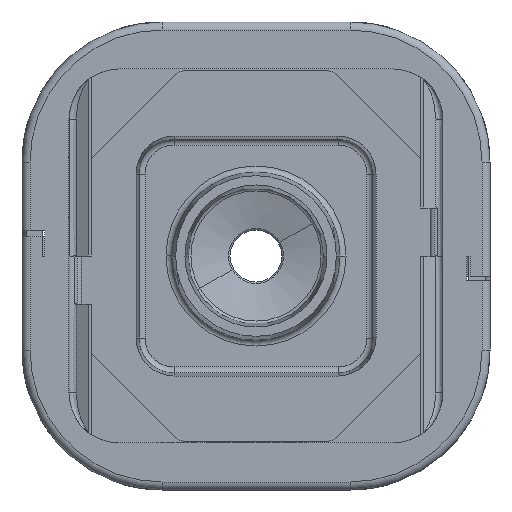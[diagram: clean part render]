
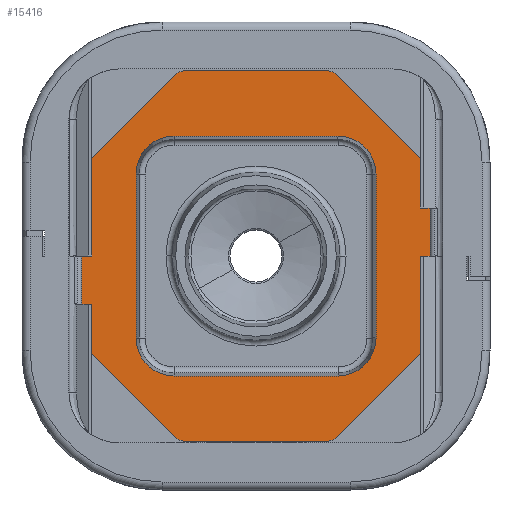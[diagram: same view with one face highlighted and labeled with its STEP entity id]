
A CAD part, front view. The second image highlights one B-rep face of the part: STEP entity #15416.
In plain terms, the highlighted planar face has unit normal (0, -1, 0).
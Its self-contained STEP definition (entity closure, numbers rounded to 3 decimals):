
#1=CARTESIAN_POINT('',(-8.28,0.,3.43));
#2=DIRECTION('',(0.,-1.,0.));
#3=DIRECTION('',(-0.707,0.,0.707));
#4=AXIS2_PLACEMENT_3D('',#1,#2,#3);
#6=DIRECTION('',(-0.707,0.,-0.707));
#7=VECTOR('',#6,6.86);
#8=CARTESIAN_POINT('',(-4.137,0.,8.987));
#9=LINE('',#8,#7);
#10=CARTESIAN_POINT('',(-3.43,0.,8.28));
#11=DIRECTION('',(0.,-1.,0.));
#12=DIRECTION('',(0.,0.,1.));
#13=AXIS2_PLACEMENT_3D('',#10,#11,#12);
#15=DIRECTION('',(-1.,0.,0.));
#16=VECTOR('',#15,6.86);
#17=CARTESIAN_POINT('',(3.43,0.,9.28));
#18=LINE('',#17,#16);
#19=CARTESIAN_POINT('',(3.43,0.,8.28));
#20=DIRECTION('',(0.,-1.,0.));
#21=DIRECTION('',(0.707,0.,0.707));
#22=AXIS2_PLACEMENT_3D('',#19,#20,#21);
#24=DIRECTION('',(-0.707,0.,0.707));
#25=VECTOR('',#24,6.86);
#26=CARTESIAN_POINT('',(8.987,0.,4.137));
#27=LINE('',#26,#25);
#28=CARTESIAN_POINT('',(8.28,0.,3.43));
#29=DIRECTION('',(0.,-1.,0.));
#30=DIRECTION('',(1.,0.,0.));
#31=AXIS2_PLACEMENT_3D('',#28,#29,#30);
#33=DIRECTION('',(0.,0.,1.));
#34=VECTOR('',#33,6.86);
#35=CARTESIAN_POINT('',(9.28,0.,-3.43));
#36=LINE('',#35,#34);
#37=CARTESIAN_POINT('',(8.28,0.,-3.43));
#38=DIRECTION('',(0.,-1.,0.));
#39=DIRECTION('',(0.707,0.,-0.707));
#40=AXIS2_PLACEMENT_3D('',#37,#38,#39);
#42=DIRECTION('',(0.707,0.,0.707));
#43=VECTOR('',#42,6.86);
#44=CARTESIAN_POINT('',(4.137,0.,-8.987));
#45=LINE('',#44,#43);
#46=CARTESIAN_POINT('',(3.43,0.,-8.28));
#47=DIRECTION('',(0.,-1.,0.));
#48=DIRECTION('',(0.,0.,-1.));
#49=AXIS2_PLACEMENT_3D('',#46,#47,#48);
#51=DIRECTION('',(1.,0.,0.));
#52=VECTOR('',#51,6.86);
#53=CARTESIAN_POINT('',(-3.43,0.,-9.28));
#54=LINE('',#53,#52);
#55=CARTESIAN_POINT('',(-3.43,0.,-8.28));
#56=DIRECTION('',(0.,-1.,0.));
#57=DIRECTION('',(-0.707,0.,-0.707));
#58=AXIS2_PLACEMENT_3D('',#55,#56,#57);
#60=DIRECTION('',(0.707,0.,-0.707));
#61=VECTOR('',#60,6.86);
#62=CARTESIAN_POINT('',(-8.987,0.,-4.137));
#63=LINE('',#62,#61);
#64=CARTESIAN_POINT('',(-8.28,0.,-3.43));
#65=DIRECTION('',(0.,-1.,0.));
#66=DIRECTION('',(-1.,0.,0.));
#67=AXIS2_PLACEMENT_3D('',#64,#65,#66);
#69=DIRECTION('',(0.,0.,-1.));
#70=VECTOR('',#69,6.86);
#71=CARTESIAN_POINT('',(-9.28,0.,3.43));
#72=LINE('',#71,#70);
#73=DIRECTION('',(0.,0.,-1.));
#74=VECTOR('',#73,8.2);
#75=CARTESIAN_POINT('',(-6.,0.,4.1));
#76=LINE('',#75,#74);
#77=CARTESIAN_POINT('',(-4.1,0.,-4.1));
#78=DIRECTION('',(0.,-1.,0.));
#79=DIRECTION('',(-1.,0.,0.));
#80=AXIS2_PLACEMENT_3D('',#77,#78,#79);
#82=DIRECTION('',(1.,0.,0.));
#83=VECTOR('',#82,8.2);
#84=CARTESIAN_POINT('',(-4.1,0.,-6.));
#85=LINE('',#84,#83);
#86=CARTESIAN_POINT('',(4.1,0.,-4.1));
#87=DIRECTION('',(0.,-1.,0.));
#88=DIRECTION('',(0.,0.,-1.));
#89=AXIS2_PLACEMENT_3D('',#86,#87,#88);
#91=DIRECTION('',(0.,0.,1.));
#92=VECTOR('',#91,8.2);
#93=CARTESIAN_POINT('',(6.,0.,-4.1));
#94=LINE('',#93,#92);
#95=CARTESIAN_POINT('',(4.1,0.,4.1));
#96=DIRECTION('',(0.,-1.,0.));
#97=DIRECTION('',(1.,0.,0.));
#98=AXIS2_PLACEMENT_3D('',#95,#96,#97);
#100=DIRECTION('',(-1.,0.,0.));
#101=VECTOR('',#100,8.2);
#102=CARTESIAN_POINT('',(4.1,0.,6.));
#103=LINE('',#102,#101);
#104=CARTESIAN_POINT('',(-4.1,0.,4.1));
#105=DIRECTION('',(0.,-1.,0.));
#106=DIRECTION('',(0.,0.,1.));
#107=AXIS2_PLACEMENT_3D('',#104,#105,#106);
#12774=CARTESIAN_POINT('',(-8.987,0.,4.137));
#12775=CARTESIAN_POINT('',(-9.28,0.,3.43));
#12776=VERTEX_POINT('',#12774);
#12777=VERTEX_POINT('',#12775);
#12778=CARTESIAN_POINT('',(-3.43,0.,9.28));
#12779=CARTESIAN_POINT('',(-4.137,0.,8.987));
#12780=VERTEX_POINT('',#12778);
#12781=VERTEX_POINT('',#12779);
#12782=CARTESIAN_POINT('',(4.137,0.,8.987));
#12783=CARTESIAN_POINT('',(3.43,0.,9.28));
#12784=VERTEX_POINT('',#12782);
#12785=VERTEX_POINT('',#12783);
#12786=CARTESIAN_POINT('',(9.28,0.,3.43));
#12787=CARTESIAN_POINT('',(8.987,0.,4.137));
#12788=VERTEX_POINT('',#12786);
#12789=VERTEX_POINT('',#12787);
#12790=CARTESIAN_POINT('',(8.987,0.,-4.137));
#12791=CARTESIAN_POINT('',(9.28,0.,-3.43));
#12792=VERTEX_POINT('',#12790);
#12793=VERTEX_POINT('',#12791);
#12794=CARTESIAN_POINT('',(3.43,0.,-9.28));
#12795=CARTESIAN_POINT('',(4.137,0.,-8.987));
#12796=VERTEX_POINT('',#12794);
#12797=VERTEX_POINT('',#12795);
#12798=CARTESIAN_POINT('',(-4.137,0.,-8.987));
#12799=CARTESIAN_POINT('',(-3.43,0.,-9.28));
#12800=VERTEX_POINT('',#12798);
#12801=VERTEX_POINT('',#12799);
#12802=CARTESIAN_POINT('',(-9.28,0.,-3.43));
#12803=CARTESIAN_POINT('',(-8.987,0.,-4.137));
#12804=VERTEX_POINT('',#12802);
#12805=VERTEX_POINT('',#12803);
#12866=CARTESIAN_POINT('',(6.,0.,-4.1));
#12867=CARTESIAN_POINT('',(6.,0.,4.1));
#12868=VERTEX_POINT('',#12866);
#12869=VERTEX_POINT('',#12867);
#12870=CARTESIAN_POINT('',(4.1,0.,-6.));
#12871=VERTEX_POINT('',#12870);
#12872=CARTESIAN_POINT('',(4.1,0.,6.));
#12873=VERTEX_POINT('',#12872);
#12874=CARTESIAN_POINT('',(-4.1,0.,-6.));
#12875=VERTEX_POINT('',#12874);
#12876=CARTESIAN_POINT('',(-4.1,0.,6.));
#12877=VERTEX_POINT('',#12876);
#12878=CARTESIAN_POINT('',(-6.,0.,-4.1));
#12879=VERTEX_POINT('',#12878);
#12880=CARTESIAN_POINT('',(-6.,0.,4.1));
#12881=VERTEX_POINT('',#12880);
#15359=CARTESIAN_POINT('',(0.,0.,0.));
#15360=DIRECTION('',(0.,-1.,0.));
#15361=DIRECTION('',(-1.,0.,0.));
#15362=AXIS2_PLACEMENT_3D('',#15359,#15360,#15361);
#15363=PLANE('',#15362);
#15365=ORIENTED_EDGE('',*,*,#15364,.F.);
#15367=ORIENTED_EDGE('',*,*,#15366,.F.);
#15369=ORIENTED_EDGE('',*,*,#15368,.F.);
#15371=ORIENTED_EDGE('',*,*,#15370,.F.);
#15373=ORIENTED_EDGE('',*,*,#15372,.F.);
#15375=ORIENTED_EDGE('',*,*,#15374,.F.);
#15377=ORIENTED_EDGE('',*,*,#15376,.F.);
#15379=ORIENTED_EDGE('',*,*,#15378,.F.);
#15381=ORIENTED_EDGE('',*,*,#15380,.F.);
#15383=ORIENTED_EDGE('',*,*,#15382,.F.);
#15385=ORIENTED_EDGE('',*,*,#15384,.F.);
#15387=ORIENTED_EDGE('',*,*,#15386,.F.);
#15389=ORIENTED_EDGE('',*,*,#15388,.F.);
#15391=ORIENTED_EDGE('',*,*,#15390,.F.);
#15393=ORIENTED_EDGE('',*,*,#15392,.F.);
#15395=ORIENTED_EDGE('',*,*,#15394,.F.);
#15396=EDGE_LOOP('',(#15365,#15367,#15369,#15371,#15373,#15375,#15377,#15379,
#15381,#15383,#15385,#15387,#15389,#15391,#15393,#15395));
#15397=FACE_OUTER_BOUND('',#15396,.F.);
#15399=ORIENTED_EDGE('',*,*,#15398,.T.);
#15401=ORIENTED_EDGE('',*,*,#15400,.T.);
#15403=ORIENTED_EDGE('',*,*,#15402,.T.);
#15405=ORIENTED_EDGE('',*,*,#15404,.T.);
#15407=ORIENTED_EDGE('',*,*,#15406,.T.);
#15409=ORIENTED_EDGE('',*,*,#15408,.T.);
#15411=ORIENTED_EDGE('',*,*,#15410,.T.);
#15413=ORIENTED_EDGE('',*,*,#15412,.T.);
#15414=EDGE_LOOP('',(#15399,#15401,#15403,#15405,#15407,#15409,#15411,#15413));
#15415=FACE_BOUND('',#15414,.F.);
#15416=ADVANCED_FACE('',(#15397,#15415),#15363,.T.);
#5=CIRCLE('',#4,1.);
#14=CIRCLE('',#13,1.);
#23=CIRCLE('',#22,1.);
#32=CIRCLE('',#31,1.);
#41=CIRCLE('',#40,1.);
#50=CIRCLE('',#49,1.);
#59=CIRCLE('',#58,1.);
#68=CIRCLE('',#67,1.);
#81=CIRCLE('',#80,1.9);
#90=CIRCLE('',#89,1.9);
#99=CIRCLE('',#98,1.9);
#108=CIRCLE('',#107,1.9);
#15364=EDGE_CURVE('',#12776,#12777,#5,.T.);
#15366=EDGE_CURVE('',#12781,#12776,#9,.T.);
#15368=EDGE_CURVE('',#12780,#12781,#14,.T.);
#15370=EDGE_CURVE('',#12785,#12780,#18,.T.);
#15372=EDGE_CURVE('',#12784,#12785,#23,.T.);
#15374=EDGE_CURVE('',#12789,#12784,#27,.T.);
#15376=EDGE_CURVE('',#12788,#12789,#32,.T.);
#15378=EDGE_CURVE('',#12793,#12788,#36,.T.);
#15380=EDGE_CURVE('',#12792,#12793,#41,.T.);
#15382=EDGE_CURVE('',#12797,#12792,#45,.T.);
#15384=EDGE_CURVE('',#12796,#12797,#50,.T.);
#15386=EDGE_CURVE('',#12801,#12796,#54,.T.);
#15388=EDGE_CURVE('',#12800,#12801,#59,.T.);
#15390=EDGE_CURVE('',#12805,#12800,#63,.T.);
#15392=EDGE_CURVE('',#12804,#12805,#68,.T.);
#15394=EDGE_CURVE('',#12777,#12804,#72,.T.);
#15398=EDGE_CURVE('',#12881,#12879,#76,.T.);
#15400=EDGE_CURVE('',#12879,#12875,#81,.T.);
#15402=EDGE_CURVE('',#12875,#12871,#85,.T.);
#15404=EDGE_CURVE('',#12871,#12868,#90,.T.);
#15406=EDGE_CURVE('',#12868,#12869,#94,.T.);
#15408=EDGE_CURVE('',#12869,#12873,#99,.T.);
#15410=EDGE_CURVE('',#12873,#12877,#103,.T.);
#15412=EDGE_CURVE('',#12877,#12881,#108,.T.);
